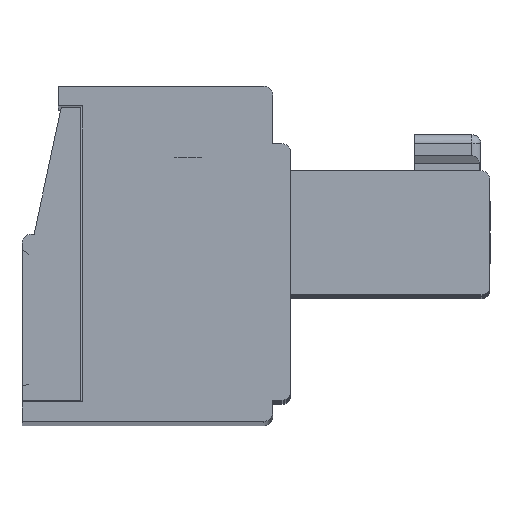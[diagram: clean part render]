
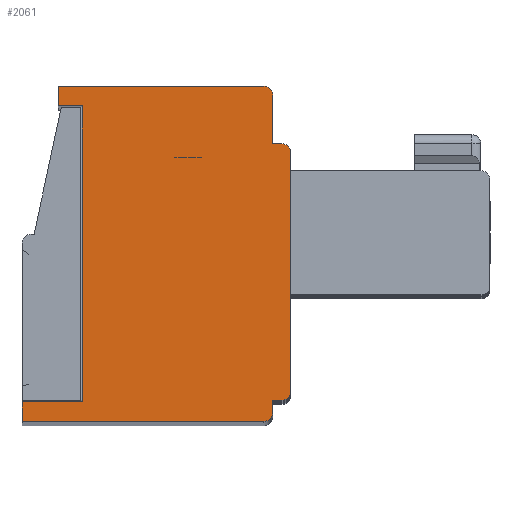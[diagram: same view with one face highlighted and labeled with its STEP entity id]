
A CAD part, top view. The second image highlights one B-rep face of the part: STEP entity #2061.
In plain terms, the highlighted planar face has unit normal (0, 0, 1).
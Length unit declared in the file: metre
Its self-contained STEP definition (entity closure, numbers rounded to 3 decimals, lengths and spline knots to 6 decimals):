
#2061=ADVANCED_FACE('',(#5908),#5909,.F.);
#5908=FACE_OUTER_BOUND('',#11785,.T.);
#5909=PLANE('',#11786);
#11785=EDGE_LOOP('',(#18098,#18099,#18100,#18101,#18102,#18103,#18104,#18105,#18106,#18107,#18108,#18109,#18110,#18111,#18112,#18113));
#11786=AXIS2_PLACEMENT_3D('',#18114,#18115,#18116);
#18098=ORIENTED_EDGE('',*,*,#34768,.T.);
#18099=ORIENTED_EDGE('',*,*,#34769,.T.);
#18100=ORIENTED_EDGE('',*,*,#34770,.T.);
#18101=ORIENTED_EDGE('',*,*,#34765,.T.);
#18102=ORIENTED_EDGE('',*,*,#34771,.T.);
#18103=ORIENTED_EDGE('',*,*,#34772,.F.);
#18104=ORIENTED_EDGE('',*,*,#34773,.T.);
#18105=ORIENTED_EDGE('',*,*,#34774,.T.);
#18106=ORIENTED_EDGE('',*,*,#34775,.T.);
#18107=ORIENTED_EDGE('',*,*,#34776,.T.);
#18108=ORIENTED_EDGE('',*,*,#34777,.T.);
#18109=ORIENTED_EDGE('',*,*,#34778,.T.);
#18110=ORIENTED_EDGE('',*,*,#34779,.T.);
#18111=ORIENTED_EDGE('',*,*,#34780,.F.);
#18112=ORIENTED_EDGE('',*,*,#34781,.T.);
#18113=ORIENTED_EDGE('',*,*,#34782,.T.);
#18114=CARTESIAN_POINT('',(0.013673,0.00851,0.072633));
#18115=DIRECTION('',(0.,0.,-1.0));
#18116=DIRECTION('',(0.0,-1.0,0.));
#34765=EDGE_CURVE('',#41639,#41637,#41640,.T.);
#34768=EDGE_CURVE('',#41643,#41644,#41645,.T.);
#34769=EDGE_CURVE('',#41644,#41646,#41647,.T.);
#34770=EDGE_CURVE('',#41646,#41639,#41648,.T.);
#34771=EDGE_CURVE('',#41637,#41649,#41650,.T.);
#34772=EDGE_CURVE('',#41651,#41649,#41652,.T.);
#34773=EDGE_CURVE('',#41651,#41653,#41654,.T.);
#34774=EDGE_CURVE('',#41653,#41655,#41656,.T.);
#34775=EDGE_CURVE('',#41655,#41657,#41658,.T.);
#34776=EDGE_CURVE('',#41657,#41659,#41660,.T.);
#34777=EDGE_CURVE('',#41659,#41661,#41662,.T.);
#34778=EDGE_CURVE('',#41661,#41663,#41664,.T.);
#34779=EDGE_CURVE('',#41663,#41665,#41666,.T.);
#34780=EDGE_CURVE('',#41667,#41665,#41668,.T.);
#34781=EDGE_CURVE('',#41667,#41669,#41670,.T.);
#34782=EDGE_CURVE('',#41669,#41643,#41671,.T.);
#41637=VERTEX_POINT('',#51865);
#41639=VERTEX_POINT('',#51868);
#41640=LINE('',#51869,#51870);
#41643=VERTEX_POINT('',#51874);
#41644=VERTEX_POINT('',#51875);
#41645=LINE('',#51876,#51877);
#41646=VERTEX_POINT('',#51878);
#41647=CIRCLE('',#51879,0.0003);
#41648=LINE('',#51880,#51881);
#41649=VERTEX_POINT('',#51882);
#41650=CIRCLE('',#51883,0.0003);
#41651=VERTEX_POINT('',#51884);
#41652=LINE('',#51885,#51886);
#41653=VERTEX_POINT('',#51887);
#41654=CIRCLE('',#51888,0.0003);
#41655=VERTEX_POINT('',#51889);
#41656=LINE('',#51890,#51891);
#41657=VERTEX_POINT('',#51892);
#41658=LINE('',#51893,#51894);
#41659=VERTEX_POINT('',#51895);
#41660=CIRCLE('',#51896,0.0003);
#41661=VERTEX_POINT('',#51897);
#41662=LINE('',#51898,#51899);
#41663=VERTEX_POINT('',#51900);
#41664=LINE('',#51901,#51902);
#41665=VERTEX_POINT('',#51903);
#41666=LINE('',#51904,#51905);
#41667=VERTEX_POINT('',#51906);
#41668=LINE('',#51907,#51908);
#41669=VERTEX_POINT('',#51909);
#41670=LINE('',#51910,#51911);
#41671=LINE('',#51912,#51913);
#51865=CARTESIAN_POINT('',(0.007073,0.00121,0.072633));
#51868=CARTESIAN_POINT('',(0.006773,0.00121,0.072633));
#51869=CARTESIAN_POINT('',(0.013673,0.00121,0.072633));
#51870=VECTOR('',#65686,1.0);
#51874=CARTESIAN_POINT('',(-0.001527,0.00051,0.072633));
#51875=CARTESIAN_POINT('',(0.006473,0.00051,0.072633));
#51876=CARTESIAN_POINT('',(0.013673,0.00051,0.072633));
#51877=VECTOR('',#65688,1.0);
#51878=CARTESIAN_POINT('',(0.006773,0.00081,0.072633));
#51879=AXIS2_PLACEMENT_3D('',#65689,#65690,#65691);
#51880=CARTESIAN_POINT('',(0.006773,0.00851,0.072633));
#51881=VECTOR('',#65692,1.0);
#51882=CARTESIAN_POINT('',(0.007373,0.00151,0.072633));
#51883=AXIS2_PLACEMENT_3D('',#65693,#65694,#65695);
#51884=CARTESIAN_POINT('',(0.007373,0.00941,0.072633));
#51885=CARTESIAN_POINT('',(0.007373,0.00941,0.072633));
#51886=VECTOR('',#65696,1.0);
#51887=CARTESIAN_POINT('',(0.007073,0.00971,0.072633));
#51888=AXIS2_PLACEMENT_3D('',#65697,#65698,#65699);
#51889=CARTESIAN_POINT('',(0.006773,0.00971,0.072633));
#51890=CARTESIAN_POINT('',(0.006773,0.00971,0.072633));
#51891=VECTOR('',#65700,1.0);
#51892=CARTESIAN_POINT('',(0.006773,0.01131,0.072633));
#51893=CARTESIAN_POINT('',(0.006773,0.00851,0.072633));
#51894=VECTOR('',#65701,1.0);
#51895=CARTESIAN_POINT('',(0.006473,0.01161,0.072633));
#51896=AXIS2_PLACEMENT_3D('',#65702,#65703,#65704);
#51897=CARTESIAN_POINT('',(-0.000327,0.01161,0.072633));
#51898=CARTESIAN_POINT('',(0.013673,0.01161,0.072633));
#51899=VECTOR('',#65705,1.0);
#51900=CARTESIAN_POINT('',(-0.000327,0.01096,0.072633));
#51901=CARTESIAN_POINT('',(-0.000327,0.00851,0.072633));
#51902=VECTOR('',#65706,1.0);
#51903=CARTESIAN_POINT('',(0.000473,0.01096,0.072633));
#51904=CARTESIAN_POINT('',(0.013673,0.01096,0.072633));
#51905=VECTOR('',#65707,1.0);
#51906=CARTESIAN_POINT('',(0.000473,0.00116,0.072633));
#51907=CARTESIAN_POINT('',(0.000473,0.00116,0.072633));
#51908=VECTOR('',#65708,1.0);
#51909=CARTESIAN_POINT('',(-0.001527,0.00116,0.072633));
#51910=CARTESIAN_POINT('',(0.013673,0.00116,0.072633));
#51911=VECTOR('',#65709,1.0);
#51912=CARTESIAN_POINT('',(-0.001527,0.00851,0.072633));
#51913=VECTOR('',#65710,1.0);
#65686=DIRECTION('',(1.0,0.,0.));
#65688=DIRECTION('',(1.0,0.,0.));
#65689=CARTESIAN_POINT('',(0.006473,0.00081,0.072633));
#65690=DIRECTION('',(0.,0.,1.0));
#65691=DIRECTION('',(-1.0,0.,0.));
#65692=DIRECTION('',(0.,1.0,0.));
#65693=CARTESIAN_POINT('',(0.007073,0.00151,0.072633));
#65694=DIRECTION('',(0.,0.,1.0));
#65695=DIRECTION('',(-1.0,0.,0.));
#65696=DIRECTION('',(0.,-1.0,0.0));
#65697=CARTESIAN_POINT('',(0.007073,0.00941,0.072633));
#65698=DIRECTION('',(0.,0.,1.0));
#65699=DIRECTION('',(-1.0,0.0,0.));
#65700=DIRECTION('',(-1.0,0.,0.));
#65701=DIRECTION('',(0.,1.0,0.));
#65702=CARTESIAN_POINT('',(0.006473,0.01131,0.072633));
#65703=DIRECTION('',(0.,0.,1.0));
#65704=DIRECTION('',(-1.0,0.,0.));
#65705=DIRECTION('',(-1.0,0.,0.));
#65706=DIRECTION('',(0.,-1.0,0.));
#65707=DIRECTION('',(1.0,0.,0.));
#65708=DIRECTION('',(0.,1.0,0.0));
#65709=DIRECTION('',(-1.0,0.,0.));
#65710=DIRECTION('',(0.,-1.0,0.));
